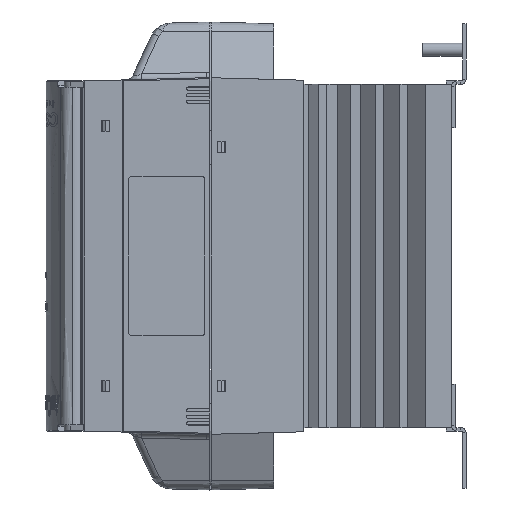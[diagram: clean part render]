
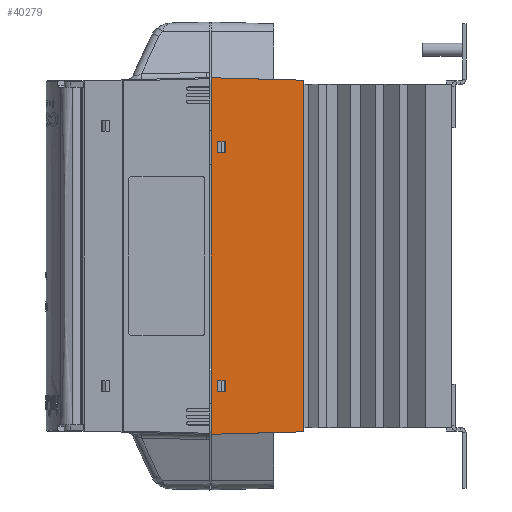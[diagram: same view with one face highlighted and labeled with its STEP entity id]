
A CAD part, left-side view. The second image highlights one B-rep face of the part: STEP entity #40279.
In plain terms, the highlighted planar face has unit normal (-1, 0, 0).
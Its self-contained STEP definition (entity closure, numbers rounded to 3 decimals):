
#6034 = CARTESIAN_POINT ( 'NONE',  ( -72.5, -8., 81. ) ) ;
#6038 = DIRECTION ( 'NONE',  ( 0., 0., -1. ) ) ;
#6196 = CARTESIAN_POINT ( 'NONE',  ( -72.5, -4.001, -81.052 ) ) ;
#6207 = DIRECTION ( 'NONE',  ( 0., -1., 0.026 ) ) ;
#6230 = CARTESIAN_POINT ( 'NONE',  ( -72.5, -6., 81. ) ) ;
#6241 = DIRECTION ( 'NONE',  ( 0., -1., -0.026 ) ) ;
#11069 = VERTEX_POINT ( 'NONE', #24434 ) ;
#11074 = VERTEX_POINT ( 'NONE', #24435 ) ;
#11076 = VERTEX_POINT ( 'NONE', #24439 ) ;
#11078 = VERTEX_POINT ( 'NONE', #24436 ) ;
#11097 = VERTEX_POINT ( 'NONE', #24448 ) ;
#11106 = VERTEX_POINT ( 'NONE', #24452 ) ;
#11108 = VERTEX_POINT ( 'NONE', #24453 ) ;
#14014 = LINE ( 'NONE', #6230, #14021 ) ;
#14021 = VECTOR ( 'NONE', #6241, 1000. ) ;
#24434 = CARTESIAN_POINT ( 'NONE',  ( -72.5, 28.2, -62.552 ) ) ;
#24435 = CARTESIAN_POINT ( 'NONE',  ( -72.5, 28.2, 47.448 ) ) ;
#24436 = CARTESIAN_POINT ( 'NONE',  ( -72.5, 31.8, -57.448 ) ) ;
#24439 = CARTESIAN_POINT ( 'NONE',  ( -72.5, 28.2, -57.448 ) ) ;
#24448 = CARTESIAN_POINT ( 'NONE',  ( -72.5, 31.8, 47.448 ) ) ;
#24452 = CARTESIAN_POINT ( 'NONE',  ( -72.5, 28.2, 52.552 ) ) ;
#24453 = CARTESIAN_POINT ( 'NONE',  ( -72.5, 31.8, 52.552 ) ) ;
#29607 = CARTESIAN_POINT ( 'NONE',  ( -72.5, -8., -80.948 ) ) ;
#29617 = CARTESIAN_POINT ( 'NONE',  ( -72.5, -8., 80.948 ) ) ;
#29644 = CARTESIAN_POINT ( 'NONE',  ( -72.5, 34.8, 82.068 ) ) ;
#29703 = CARTESIAN_POINT ( 'NONE',  ( -72.5, 31.8, -62.552 ) ) ;
#29709 = CARTESIAN_POINT ( 'NONE',  ( -72.5, 34.8, -82.068 ) ) ;
#39465 = DIRECTION ( 'NONE',  ( 0., 0., 1. ) ) ;
#39479 = CARTESIAN_POINT ( 'NONE',  ( -72.5, 31.8, -81. ) ) ;
#39483 = CARTESIAN_POINT ( 'NONE',  ( -72.5, 34.8, -81. ) ) ;
#39486 = DIRECTION ( 'NONE',  ( 0., 0., -1. ) ) ;
#39494 = CARTESIAN_POINT ( 'NONE',  ( -72.5, 28.2, -81. ) ) ;
#39498 = DIRECTION ( 'NONE',  ( 0., 0., 1. ) ) ;
#39523 = CARTESIAN_POINT ( 'NONE',  ( -72.5, 28.2, -81. ) ) ;
#39543 = DIRECTION ( 'NONE',  ( 0., 0., 1. ) ) ;
#39555 = CARTESIAN_POINT ( 'NONE',  ( -72.5, -4., 52.552 ) ) ;
#39560 = DIRECTION ( 'NONE',  ( 0., 1., 0. ) ) ;
#39572 = CARTESIAN_POINT ( 'NONE',  ( -72.5, 31.8, -81. ) ) ;
#39577 = DIRECTION ( 'NONE',  ( 0., 0., -1. ) ) ;
#39599 = EDGE_LOOP ( 'NONE', ( #77906, #77913, #77922, #77935 ) ) ;
#39620 = CARTESIAN_POINT ( 'NONE',  ( -72.5, -4., 47.448 ) ) ;
#39624 = DIRECTION ( 'NONE',  ( 0., -1., 0. ) ) ;
#39899 = CARTESIAN_POINT ( 'NONE',  ( -72.5, -4., -57.448 ) ) ;
#39920 = DIRECTION ( 'NONE',  ( 0., 1., 0. ) ) ;
#39992 = CARTESIAN_POINT ( 'NONE',  ( -72.5, -4., -62.552 ) ) ;
#40011 = DIRECTION ( 'NONE',  ( 0., -1., 0. ) ) ;
#40269 = EDGE_LOOP ( 'NONE', ( #77837, #77845, #77853, #77865 ) ) ;
#40279 = ADVANCED_FACE ( 'NONE', ( #74572, #74583, #74574 ), #73783, .F. ) ;
#40420 = EDGE_LOOP ( 'NONE', ( #77871, #77877, #77887, #77898 ) ) ;
#42060 = LINE ( 'NONE', #39479, #42071 ) ;
#42069 = LINE ( 'NONE', #39523, #42113 ) ;
#42071 = VECTOR ( 'NONE', #39486, 1000. ) ;
#42074 = LINE ( 'NONE', #39494, #42082 ) ;
#42082 = VECTOR ( 'NONE', #39498, 1000. ) ;
#42096 = LINE ( 'NONE', #39483, #42102 ) ;
#42102 = VECTOR ( 'NONE', #39465, 1000. ) ;
#42113 = VECTOR ( 'NONE', #39543, 1000. ) ;
#42116 = LINE ( 'NONE', #39555, #42124 ) ;
#42124 = VECTOR ( 'NONE', #39560, 1000. ) ;
#42127 = LINE ( 'NONE', #39572, #42135 ) ;
#42135 = VECTOR ( 'NONE', #39577, 1000. ) ;
#42157 = LINE ( 'NONE', #39620, #42166 ) ;
#42166 = VECTOR ( 'NONE', #39624, 1000. ) ;
#42276 = LINE ( 'NONE', #39899, #42290 ) ;
#42290 = VECTOR ( 'NONE', #39920, 1000. ) ;
#42302 = LINE ( 'NONE', #39992, #42317 ) ;
#42317 = VECTOR ( 'NONE', #40011, 1000. ) ;
#56474 = LINE ( 'NONE', #6034, #56550 ) ;
#56550 = VECTOR ( 'NONE', #6038, 1000. ) ;
#56681 = LINE ( 'NONE', #6196, #56691 ) ;
#56691 = VECTOR ( 'NONE', #6207, 1000. ) ;
#71778 = AXIS2_PLACEMENT_3D ( 'NONE', #73793, #73795, #73797 ) ;
#73783 = PLANE ( 'NONE',  #71778 ) ;
#73793 = CARTESIAN_POINT ( 'NONE',  ( -72.5, -4., -81. ) ) ;
#73795 = DIRECTION ( 'NONE',  ( 1., 0., 0. ) ) ;
#73797 = DIRECTION ( 'NONE',  ( 0., 1., 0. ) ) ;
#74572 = FACE_BOUND ( 'NONE', #40269, .T. ) ;
#74574 = FACE_BOUND ( 'NONE', #39599, .T. ) ;
#74583 = FACE_OUTER_BOUND ( 'NONE', #40420, .T. ) ;
#77837 = ORIENTED_EDGE ( 'NONE', *, *, #173873, .F. ) ;
#77845 = ORIENTED_EDGE ( 'NONE', *, *, #173870, .F. ) ;
#77853 = ORIENTED_EDGE ( 'NONE', *, *, #173867, .F. ) ;
#77865 = ORIENTED_EDGE ( 'NONE', *, *, #173879, .F. ) ;
#77871 = ORIENTED_EDGE ( 'NONE', *, *, #175538, .T. ) ;
#77877 = ORIENTED_EDGE ( 'NONE', *, *, #175483, .F. ) ;
#77887 = ORIENTED_EDGE ( 'NONE', *, *, #175549, .F. ) ;
#77898 = ORIENTED_EDGE ( 'NONE', *, *, #173864, .F. ) ;
#77906 = ORIENTED_EDGE ( 'NONE', *, *, #173909, .F. ) ;
#77913 = ORIENTED_EDGE ( 'NONE', *, *, #173858, .F. ) ;
#77922 = ORIENTED_EDGE ( 'NONE', *, *, #173915, .F. ) ;
#77935 = ORIENTED_EDGE ( 'NONE', *, *, #173855, .F. ) ;
#159313 = VERTEX_POINT ( 'NONE', #29607 ) ;
#159338 = VERTEX_POINT ( 'NONE', #29617 ) ;
#159408 = VERTEX_POINT ( 'NONE', #29644 ) ;
#159564 = VERTEX_POINT ( 'NONE', #29703 ) ;
#159579 = VERTEX_POINT ( 'NONE', #29709 ) ;
#173855 = EDGE_CURVE ( 'NONE', #11078, #159564, #42060, .T. ) ;
#173858 = EDGE_CURVE ( 'NONE', #11069, #11076, #42074, .T. ) ;
#173864 = EDGE_CURVE ( 'NONE', #159579, #159408, #42096, .T. ) ;
#173867 = EDGE_CURVE ( 'NONE', #11074, #11106, #42069, .T. ) ;
#173870 = EDGE_CURVE ( 'NONE', #11106, #11108, #42116, .T. ) ;
#173873 = EDGE_CURVE ( 'NONE', #11108, #11097, #42127, .T. ) ;
#173879 = EDGE_CURVE ( 'NONE', #11097, #11074, #42157, .T. ) ;
#173909 = EDGE_CURVE ( 'NONE', #11076, #11078, #42276, .T. ) ;
#173915 = EDGE_CURVE ( 'NONE', #159564, #11069, #42302, .T. ) ;
#175483 = EDGE_CURVE ( 'NONE', #159338, #159313, #56474, .T. ) ;
#175538 = EDGE_CURVE ( 'NONE', #159579, #159313, #56681, .T. ) ;
#175549 = EDGE_CURVE ( 'NONE', #159408, #159338, #14014, .T. ) ;
